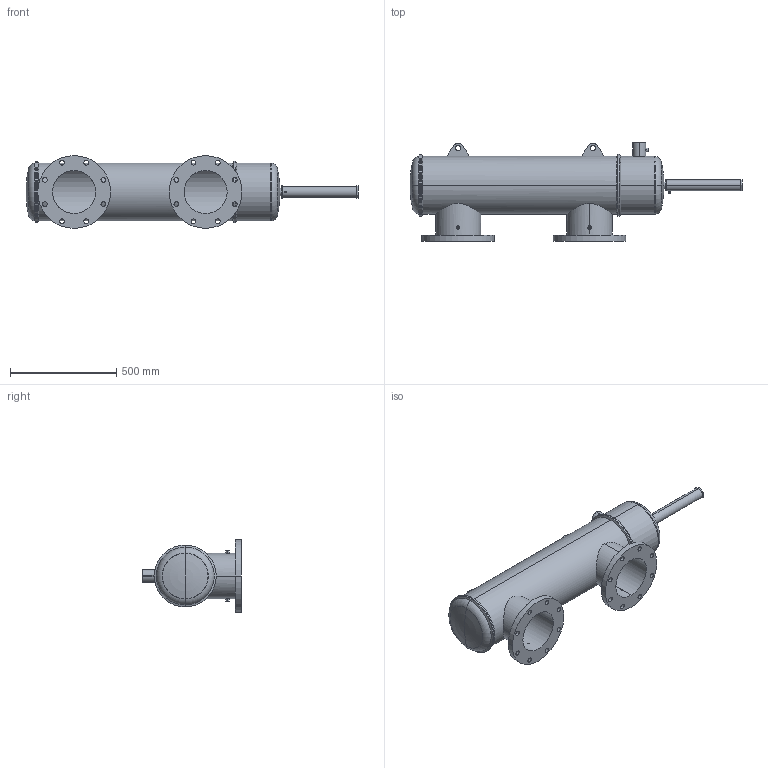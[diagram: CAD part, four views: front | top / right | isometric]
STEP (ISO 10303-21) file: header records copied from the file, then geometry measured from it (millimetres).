
FILE_DESCRIPTION (( 'STEP AP203' ), '1' );
FILE_NAME ('B8-180C.STEP', '2020-07-26T13:29:58', ( '' ), ( '' ), 'SwSTEP 2.0', 'SolidWorks 2017', '' );
FILE_SCHEMA (( 'CONFIG_CONTROL_DESIGN' ));
Length unit declared in the file: inch
Products named in the file (1): B8-180C
Bounding box: 1565.21 x 463.55 x 342.9 mm (x, y, z)
Volume: 9971592.9 mm3; surface area: 2888944.7 mm2
Topology: 6 solids, 6 shells, 176 faces, 430 edges, 270 vertices
Faces by surface type: cylinder 100, plane 40, torus 20, cone 16
Entity records: 7235 total; most frequent: CARTESIAN_POINT 2839, DIRECTION 936, ORIENTED_EDGE 852, EDGE_CURVE 426, AXIS2_PLACEMENT_3D 383, VERTEX_POINT 270, EDGE_LOOP 246, CIRCLE 206
